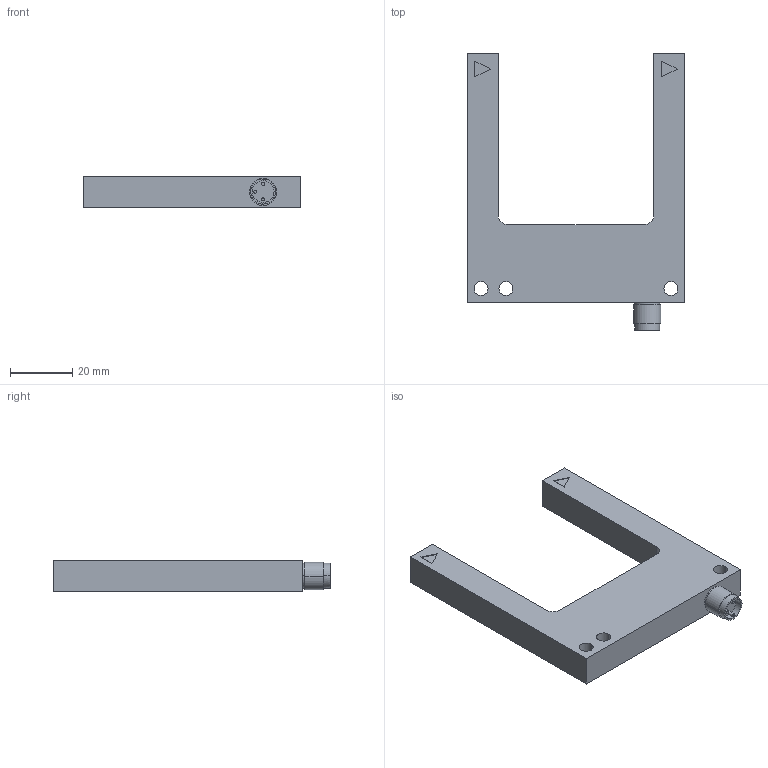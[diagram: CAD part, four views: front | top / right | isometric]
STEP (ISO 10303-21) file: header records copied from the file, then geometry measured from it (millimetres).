
FILE_DESCRIPTION(('STEP AP214'),'1');
FILE_NAME('tmp0.step','2014-11-26T11:19:04',(' '),(' '),'Spatial InterOp 3D',' ',' ');
FILE_SCHEMA(('automotive_design'));
Length unit declared in the file: millimetre
Products named in the file (1): 1
Bounding box: 70 x 88.98 x 10 mm (x, y, z)
Volume: 28487.5 mm3; surface area: 10447.9 mm2
Topology: 1 solids, 1 shells, 49 faces, 120 edges, 82 vertices
Faces by surface type: plane 25, cylinder 24
Entity records: 2354 total; most frequent: DIRECTION 274, CARTESIAN_POINT 252, ORIENTED_EDGE 240, STYLED_ITEM 140, PRESENTATION_STYLE_ASSIGNMENT 140, COLOUR_RGB 140, EDGE_CURVE 120, AXIS2_PLACEMENT_3D 104
